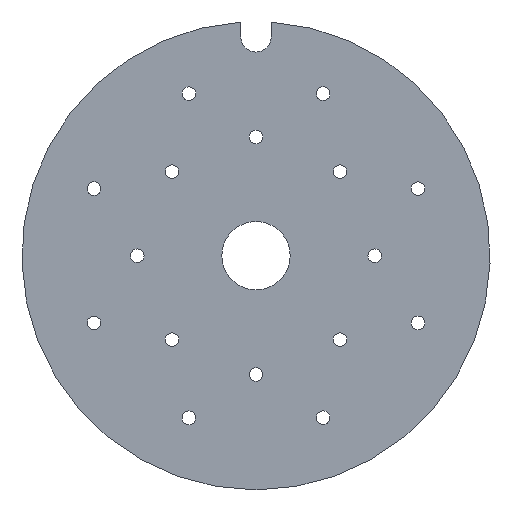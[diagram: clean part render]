
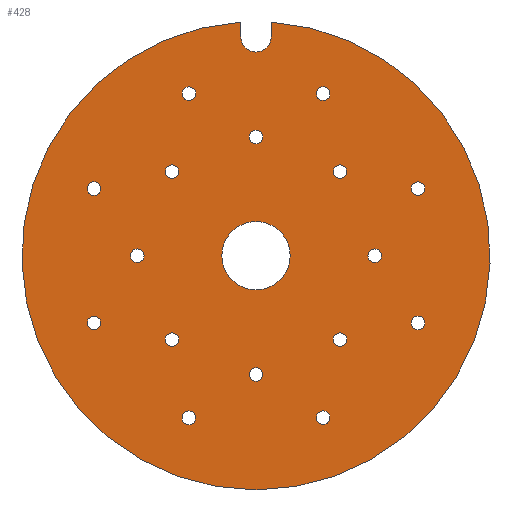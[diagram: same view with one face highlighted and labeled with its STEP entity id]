
A CAD part, front view. The second image highlights one B-rep face of the part: STEP entity #428.
In plain terms, the highlighted planar face has unit normal (0, -1, 0).
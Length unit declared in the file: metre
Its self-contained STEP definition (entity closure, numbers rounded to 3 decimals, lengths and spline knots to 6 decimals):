
#43=LINE('',#740,#51);
#44=LINE('',#742,#52);
#51=VECTOR('',#610,1.);
#52=VECTOR('',#611,1.);
#82=ORIENTED_EDGE('',*,*,#172,.F.);
#83=ORIENTED_EDGE('',*,*,#173,.F.);
#84=ORIENTED_EDGE('',*,*,#174,.F.);
#85=ORIENTED_EDGE('',*,*,#175,.F.);
#86=ORIENTED_EDGE('',*,*,#176,.F.);
#87=ORIENTED_EDGE('',*,*,#177,.F.);
#88=ORIENTED_EDGE('',*,*,#178,.F.);
#89=ORIENTED_EDGE('',*,*,#179,.F.);
#90=ORIENTED_EDGE('',*,*,#180,.F.);
#91=ORIENTED_EDGE('',*,*,#181,.F.);
#92=ORIENTED_EDGE('',*,*,#182,.F.);
#93=ORIENTED_EDGE('',*,*,#183,.F.);
#94=ORIENTED_EDGE('',*,*,#184,.F.);
#95=ORIENTED_EDGE('',*,*,#185,.F.);
#96=ORIENTED_EDGE('',*,*,#186,.F.);
#97=ORIENTED_EDGE('',*,*,#187,.F.);
#98=ORIENTED_EDGE('',*,*,#188,.F.);
#99=ORIENTED_EDGE('',*,*,#171,.T.);
#100=ORIENTED_EDGE('',*,*,#189,.F.);
#101=ORIENTED_EDGE('',*,*,#190,.F.);
#102=ORIENTED_EDGE('',*,*,#168,.F.);
#168=EDGE_CURVE('',#214,#214,#254,.T.);
#171=EDGE_CURVE('',#215,#216,#255,.T.);
#172=EDGE_CURVE('',#217,#217,#256,.T.);
#173=EDGE_CURVE('',#218,#218,#257,.T.);
#174=EDGE_CURVE('',#219,#219,#258,.T.);
#175=EDGE_CURVE('',#220,#220,#259,.T.);
#176=EDGE_CURVE('',#221,#221,#260,.T.);
#177=EDGE_CURVE('',#222,#222,#261,.T.);
#178=EDGE_CURVE('',#223,#223,#262,.T.);
#179=EDGE_CURVE('',#224,#224,#263,.T.);
#180=EDGE_CURVE('',#225,#225,#264,.T.);
#181=EDGE_CURVE('',#226,#226,#265,.T.);
#182=EDGE_CURVE('',#227,#227,#266,.T.);
#183=EDGE_CURVE('',#228,#228,#267,.T.);
#184=EDGE_CURVE('',#229,#229,#268,.T.);
#185=EDGE_CURVE('',#230,#230,#269,.T.);
#186=EDGE_CURVE('',#231,#231,#270,.T.);
#187=EDGE_CURVE('',#232,#232,#271,.T.);
#188=EDGE_CURVE('',#215,#233,#43,.T.);
#189=EDGE_CURVE('',#234,#216,#44,.T.);
#190=EDGE_CURVE('',#233,#234,#272,.T.);
#214=VERTEX_POINT('',#700);
#215=VERTEX_POINT('',#703);
#216=VERTEX_POINT('',#705);
#217=VERTEX_POINT('',#709);
#218=VERTEX_POINT('',#711);
#219=VERTEX_POINT('',#713);
#220=VERTEX_POINT('',#715);
#221=VERTEX_POINT('',#717);
#222=VERTEX_POINT('',#719);
#223=VERTEX_POINT('',#721);
#224=VERTEX_POINT('',#723);
#225=VERTEX_POINT('',#725);
#226=VERTEX_POINT('',#727);
#227=VERTEX_POINT('',#729);
#228=VERTEX_POINT('',#731);
#229=VERTEX_POINT('',#733);
#230=VERTEX_POINT('',#735);
#231=VERTEX_POINT('',#737);
#232=VERTEX_POINT('',#739);
#233=VERTEX_POINT('',#741);
#234=VERTEX_POINT('',#743);
#254=CIRCLE('',#482,0.0045);
#255=CIRCLE('',#484,0.0308);
#256=CIRCLE('',#486,0.0009);
#257=CIRCLE('',#487,0.0009);
#258=CIRCLE('',#488,0.0009);
#259=CIRCLE('',#489,0.0009);
#260=CIRCLE('',#490,0.0009);
#261=CIRCLE('',#491,0.0009);
#262=CIRCLE('',#492,0.0009);
#263=CIRCLE('',#493,0.0009);
#264=CIRCLE('',#494,0.0009);
#265=CIRCLE('',#495,0.0009);
#266=CIRCLE('',#496,0.0009);
#267=CIRCLE('',#497,0.0009);
#268=CIRCLE('',#498,0.0009);
#269=CIRCLE('',#499,0.0009);
#270=CIRCLE('',#500,0.0009);
#271=CIRCLE('',#501,0.0009);
#272=CIRCLE('',#502,0.002);
#294=EDGE_LOOP('',(#82));
#295=EDGE_LOOP('',(#83));
#296=EDGE_LOOP('',(#84));
#297=EDGE_LOOP('',(#85));
#298=EDGE_LOOP('',(#86));
#299=EDGE_LOOP('',(#87));
#300=EDGE_LOOP('',(#88));
#301=EDGE_LOOP('',(#89));
#302=EDGE_LOOP('',(#90));
#303=EDGE_LOOP('',(#91));
#304=EDGE_LOOP('',(#92));
#305=EDGE_LOOP('',(#93));
#306=EDGE_LOOP('',(#94));
#307=EDGE_LOOP('',(#95));
#308=EDGE_LOOP('',(#96));
#309=EDGE_LOOP('',(#97));
#310=EDGE_LOOP('',(#98,#99,#100,#101));
#311=EDGE_LOOP('',(#102));
#368=FACE_BOUND('',#294,.T.);
#369=FACE_BOUND('',#295,.T.);
#370=FACE_BOUND('',#296,.T.);
#371=FACE_BOUND('',#297,.T.);
#372=FACE_BOUND('',#298,.T.);
#373=FACE_BOUND('',#299,.T.);
#374=FACE_BOUND('',#300,.T.);
#375=FACE_BOUND('',#301,.T.);
#376=FACE_BOUND('',#302,.T.);
#377=FACE_BOUND('',#303,.T.);
#378=FACE_BOUND('',#304,.T.);
#379=FACE_BOUND('',#305,.T.);
#380=FACE_BOUND('',#306,.T.);
#381=FACE_BOUND('',#307,.T.);
#382=FACE_BOUND('',#308,.T.);
#383=FACE_BOUND('',#309,.T.);
#384=FACE_BOUND('',#310,.T.);
#385=FACE_BOUND('',#311,.T.);
#422=PLANE('',#485);
#428=ADVANCED_FACE('',(#368,#369,#370,#371,#372,#373,#374,#375,#376,#377,
#378,#379,#380,#381,#382,#383,#384,#385),#422,.T.);
#482=AXIS2_PLACEMENT_3D('',#699,#568,#569);
#484=AXIS2_PLACEMENT_3D('',#706,#574,#575);
#485=AXIS2_PLACEMENT_3D('',#707,#576,#577);
#486=AXIS2_PLACEMENT_3D('',#708,#578,#579);
#487=AXIS2_PLACEMENT_3D('',#710,#580,#581);
#488=AXIS2_PLACEMENT_3D('',#712,#582,#583);
#489=AXIS2_PLACEMENT_3D('',#714,#584,#585);
#490=AXIS2_PLACEMENT_3D('',#716,#586,#587);
#491=AXIS2_PLACEMENT_3D('',#718,#588,#589);
#492=AXIS2_PLACEMENT_3D('',#720,#590,#591);
#493=AXIS2_PLACEMENT_3D('',#722,#592,#593);
#494=AXIS2_PLACEMENT_3D('',#724,#594,#595);
#495=AXIS2_PLACEMENT_3D('',#726,#596,#597);
#496=AXIS2_PLACEMENT_3D('',#728,#598,#599);
#497=AXIS2_PLACEMENT_3D('',#730,#600,#601);
#498=AXIS2_PLACEMENT_3D('',#732,#602,#603);
#499=AXIS2_PLACEMENT_3D('',#734,#604,#605);
#500=AXIS2_PLACEMENT_3D('',#736,#606,#607);
#501=AXIS2_PLACEMENT_3D('',#738,#608,#609);
#502=AXIS2_PLACEMENT_3D('',#744,#612,#613);
#568=DIRECTION('',(0.,-1.,0.));
#569=DIRECTION('',(0.,0.,-1.));
#574=DIRECTION('',(0.,-1.,0.));
#575=DIRECTION('',(0.,0.,-1.));
#576=DIRECTION('',(0.,-1.,0.));
#577=DIRECTION('',(1.,0.,0.));
#578=DIRECTION('',(0.,-1.,0.));
#579=DIRECTION('',(-0.707,0.,-0.707));
#580=DIRECTION('',(0.,-1.,0.));
#581=DIRECTION('',(-1.,0.,0.));
#582=DIRECTION('',(0.,-1.,0.));
#583=DIRECTION('',(-0.707,0.,0.707));
#584=DIRECTION('',(0.,-1.,0.));
#585=DIRECTION('',(0.,0.,1.));
#586=DIRECTION('',(0.,-1.,0.));
#587=DIRECTION('',(0.707,0.,0.707));
#588=DIRECTION('',(0.,-1.,0.));
#589=DIRECTION('',(1.,0.,0.));
#590=DIRECTION('',(0.,-1.,0.));
#591=DIRECTION('',(0.707,0.,-0.707));
#592=DIRECTION('',(0.,-1.,0.));
#593=DIRECTION('',(0.,0.,-1.));
#594=DIRECTION('',(0.,-1.,0.));
#595=DIRECTION('',(0.,0.,-1.));
#596=DIRECTION('',(0.,-1.,0.));
#597=DIRECTION('',(0.707,0.,-0.707));
#598=DIRECTION('',(0.,-1.,0.));
#599=DIRECTION('',(1.,0.,0.));
#600=DIRECTION('',(0.,-1.,0.));
#601=DIRECTION('',(0.707,0.,0.707));
#602=DIRECTION('',(0.,-1.,0.));
#603=DIRECTION('',(0.,0.,1.));
#604=DIRECTION('',(0.,-1.,0.));
#605=DIRECTION('',(-0.707,0.,0.707));
#606=DIRECTION('',(0.,-1.,0.));
#607=DIRECTION('',(-1.,0.,0.));
#608=DIRECTION('',(0.,-1.,0.));
#609=DIRECTION('',(-0.707,0.,-0.707));
#610=DIRECTION('',(0.,0.,-1.));
#611=DIRECTION('',(0.,0.,1.));
#612=DIRECTION('',(0.,-1.,0.));
#613=DIRECTION('',(0.,0.,-1.));
#699=CARTESIAN_POINT('',(0.,0.,0.));
#700=CARTESIAN_POINT('',(0.,0.,-0.0045));
#703=CARTESIAN_POINT('',(-0.002,0.,0.030735));
#705=CARTESIAN_POINT('',(0.002,0.,0.030735));
#706=CARTESIAN_POINT('',(0.,0.,0.));
#707=CARTESIAN_POINT('',(0.,0.,0.));
#708=CARTESIAN_POINT('',(0.00883,0.,-0.021318));
#709=CARTESIAN_POINT('',(0.008194,0.,-0.021954));
#710=CARTESIAN_POINT('',(-0.00883,0.,-0.021318));
#711=CARTESIAN_POINT('',(-0.00973,0.,-0.021318));
#712=CARTESIAN_POINT('',(-0.021318,0.,-0.00883));
#713=CARTESIAN_POINT('',(-0.021954,0.,-0.008194));
#714=CARTESIAN_POINT('',(-0.021318,0.,0.00883));
#715=CARTESIAN_POINT('',(-0.021318,0.,0.00973));
#716=CARTESIAN_POINT('',(-0.00883,0.,0.021318));
#717=CARTESIAN_POINT('',(-0.008194,0.,0.021954));
#718=CARTESIAN_POINT('',(0.00883,0.,0.021318));
#719=CARTESIAN_POINT('',(0.00973,0.,0.021318));
#720=CARTESIAN_POINT('',(0.021318,0.,0.00883));
#721=CARTESIAN_POINT('',(0.021954,0.,0.008194));
#722=CARTESIAN_POINT('',(0.021318,0.,-0.00883));
#723=CARTESIAN_POINT('',(0.021318,0.,-0.00973));
#724=CARTESIAN_POINT('',(0.015622,0.,0.));
#725=CARTESIAN_POINT('',(0.015622,0.,-0.0009));
#726=CARTESIAN_POINT('',(0.011047,0.,0.011047));
#727=CARTESIAN_POINT('',(0.011683,0.,0.01041));
#728=CARTESIAN_POINT('',(0.,0.,0.015622));
#729=CARTESIAN_POINT('',(0.0009,0.,0.015622));
#730=CARTESIAN_POINT('',(-0.011047,0.,0.011047));
#731=CARTESIAN_POINT('',(-0.01041,0.,0.011683));
#732=CARTESIAN_POINT('',(-0.015622,0.,0.));
#733=CARTESIAN_POINT('',(-0.015622,0.,0.0009));
#734=CARTESIAN_POINT('',(-0.011047,0.,-0.011047));
#735=CARTESIAN_POINT('',(-0.011683,0.,-0.01041));
#736=CARTESIAN_POINT('',(0.,0.,-0.015622));
#737=CARTESIAN_POINT('',(-0.0009,0.,-0.015622));
#738=CARTESIAN_POINT('',(0.011047,0.,-0.011047));
#739=CARTESIAN_POINT('',(0.01041,0.,-0.011683));
#740=CARTESIAN_POINT('',(-0.002,0.,0.0298));
#741=CARTESIAN_POINT('',(-0.002,0.,0.0288));
#742=CARTESIAN_POINT('',(0.002,0.,0.0298));
#743=CARTESIAN_POINT('',(0.002,0.,0.0288));
#744=CARTESIAN_POINT('',(0.,0.,0.0288));
